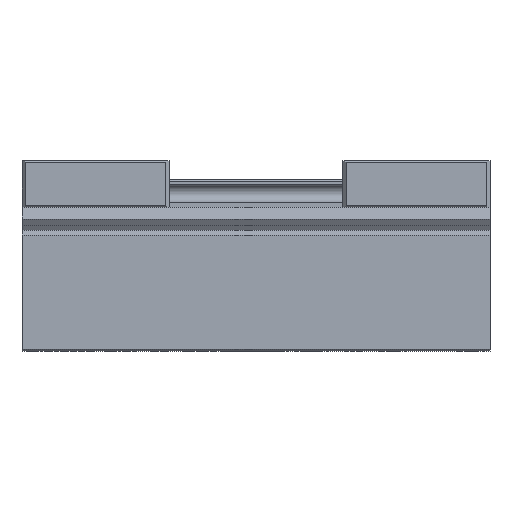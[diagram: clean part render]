
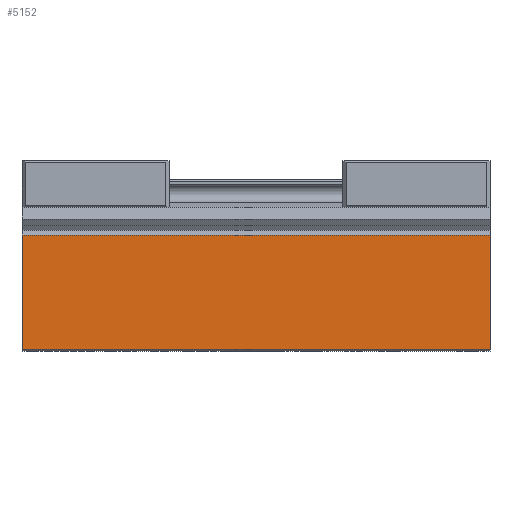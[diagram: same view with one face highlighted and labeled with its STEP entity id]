
A CAD part, top view. The second image highlights one B-rep face of the part: STEP entity #5152.
In plain terms, the highlighted planar face has unit normal (0, 0, 1).
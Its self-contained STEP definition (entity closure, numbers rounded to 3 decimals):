
#2546 = VERTEX_POINT( '', #6803 );
#4438 = VERTEX_POINT( '', #8948 );
#4758 = EDGE_CURVE( '', #2546, #6324, #9301, .T. );
#4928 = VERTEX_POINT( '', #9484 );
#5066 = EDGE_CURVE( '', #4928, #6324, #9634, .T. );
#5152 = ADVANCED_FACE( '', ( #9729 ), #9730, .T. );
#5390 = EDGE_CURVE( '', #4438, #2546, #9989, .T. );
#6066 = EDGE_CURVE( '', #4438, #4928, #10739, .T. );
#6324 = VERTEX_POINT( '', #11037 );
#6803 = CARTESIAN_POINT( '', ( 67.5, 0.5, 32.5 ) );
#8948 = CARTESIAN_POINT( '', ( 67.5, 33.448, 32.5 ) );
#9301 = LINE( '', #15079, #15080 );
#9484 = CARTESIAN_POINT( '', ( -67.5, 33.448, 32.5 ) );
#9634 = LINE( '', #15549, #15550 );
#9729 = FACE_OUTER_BOUND( '', #15683, .T. );
#9730 = PLANE( '', #15684 );
#9989 = LINE( '', #16049, #16050 );
#10739 = LINE( '', #17086, #17087 );
#11037 = CARTESIAN_POINT( '', ( -67.5, 0.5, 32.5 ) );
#15079 = CARTESIAN_POINT( '', ( 67.5, 0.5, 32.5 ) );
#15080 = VECTOR( '', #20923, 1. );
#15549 = CARTESIAN_POINT( '', ( -67.5, 33.448, 32.5 ) );
#15550 = VECTOR( '', #21243, 1. );
#15683 = EDGE_LOOP( '', ( #21361, #21362, #21363, #21364 ) );
#15684 = AXIS2_PLACEMENT_3D( '', #21365, #21366, #21367 );
#16049 = CARTESIAN_POINT( '', ( 67.5, 33.448, 32.5 ) );
#16050 = VECTOR( '', #21643, 1. );
#17086 = CARTESIAN_POINT( '', ( 67.5, 33.448, 32.5 ) );
#17087 = VECTOR( '', #22462, 1. );
#20923 = DIRECTION( '', ( -1., 0., 0. ) );
#21243 = DIRECTION( '', ( 0., -1., 0. ) );
#21361 = ORIENTED_EDGE( '', *, *, #5066, .T. );
#21362 = ORIENTED_EDGE( '', *, *, #4758, .F. );
#21363 = ORIENTED_EDGE( '', *, *, #5390, .F. );
#21364 = ORIENTED_EDGE( '', *, *, #6066, .T. );
#21365 = CARTESIAN_POINT( '', ( 67.5, 33.448, 32.5 ) );
#21366 = DIRECTION( '', ( 0., 0., 1. ) );
#21367 = DIRECTION( '', ( 0., 1., 0. ) );
#21643 = DIRECTION( '', ( 0., -1., 0. ) );
#22462 = DIRECTION( '', ( -1., 0., 0. ) );
